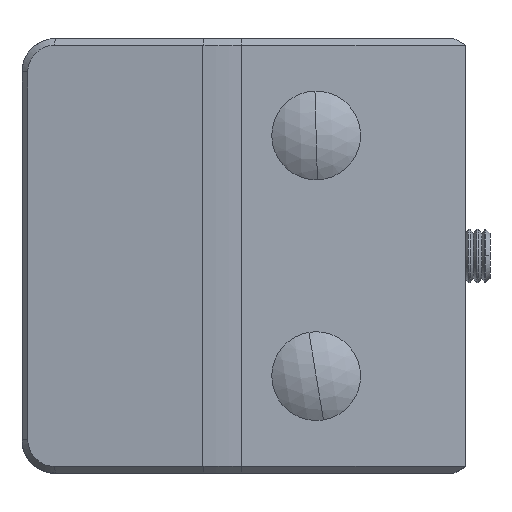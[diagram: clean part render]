
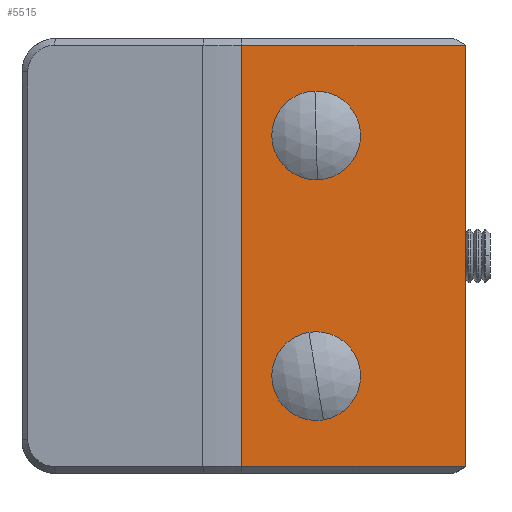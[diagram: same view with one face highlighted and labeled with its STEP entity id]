
A CAD part, top view. The second image highlights one B-rep face of the part: STEP entity #5515.
In plain terms, the highlighted face is planar.
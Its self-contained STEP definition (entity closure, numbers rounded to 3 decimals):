
#2614 = EDGE_LOOP ( 'NONE', ( #67591, #10915 ) ) ;
#2855 = DIRECTION ( 'NONE',  ( -1., 0., 0. ) ) ;
#3631 = ORIENTED_EDGE ( 'NONE', *, *, #30231, .T. ) ;
#4193 = CARTESIAN_POINT ( 'NONE',  ( 0., -31.5, -9.998 ) ) ;
#4485 = AXIS2_PLACEMENT_3D ( 'NONE', #83739, #45889, #52428 ) ;
#5463 = VERTEX_POINT ( 'NONE', #42161 ) ;
#5515 = ADVANCED_FACE ( 'NONE', ( #16056, #46343, #5951 ), #68225, .F. ) ;
#5951 = FACE_OUTER_BOUND ( 'NONE', #8594, .T. ) ;
#6260 = VERTEX_POINT ( 'NONE', #40833 ) ;
#8594 = EDGE_LOOP ( 'NONE', ( #80462, #3631, #58288, #67668 ) ) ;
#10915 = ORIENTED_EDGE ( 'NONE', *, *, #40681, .F. ) ;
#11130 = ORIENTED_EDGE ( 'NONE', *, *, #21685, .F. ) ;
#11296 = CARTESIAN_POINT ( 'NONE',  ( -22.141, -31.5, -9.998 ) ) ;
#13500 = LINE ( 'NONE', #4193, #78194 ) ;
#15395 = CARTESIAN_POINT ( 'NONE',  ( 11.307, -32.501, -9.998 ) ) ;
#16056 = FACE_BOUND ( 'NONE', #76182, .T. ) ;
#16411 = CIRCLE ( 'NONE', #4485, 6.1 ) ;
#16551 = VECTOR ( 'NONE', #70088, 1000. ) ;
#17742 = DIRECTION ( 'NONE',  ( -1., 0., 0. ) ) ;
#18948 = EDGE_CURVE ( 'NONE', #36707, #45351, #13500, .T. ) ;
#21685 = EDGE_CURVE ( 'NONE', #6260, #40931, #31509, .T. ) ;
#22549 = AXIS2_PLACEMENT_3D ( 'NONE', #35664, #35382, #75268 ) ;
#23002 = CARTESIAN_POINT ( 'NONE',  ( -4.9, -18., -9.998 ) ) ;
#23564 = CARTESIAN_POINT ( 'NONE',  ( 11.307, 31.5, -9.998 ) ) ;
#24105 = VECTOR ( 'NONE', #60865, 1000. ) ;
#24158 = DIRECTION ( 'NONE',  ( 0., -1., 0. ) ) ;
#27277 = DIRECTION ( 'NONE',  ( -1., 0., 0. ) ) ;
#28410 = CARTESIAN_POINT ( 'NONE',  ( 11.307, -31.5, -9.998 ) ) ;
#28781 = CARTESIAN_POINT ( 'NONE',  ( -11., -18., -9.998 ) ) ;
#29967 = EDGE_CURVE ( 'NONE', #5463, #60398, #16411, .T. ) ;
#30231 = EDGE_CURVE ( 'NONE', #42136, #36707, #83110, .T. ) ;
#31509 = CIRCLE ( 'NONE', #49601, 6.1 ) ;
#32860 = CARTESIAN_POINT ( 'NONE',  ( 0., 31.5, -9.998 ) ) ;
#33245 = CARTESIAN_POINT ( 'NONE',  ( -11., 18., -9.998 ) ) ;
#35327 = LINE ( 'NONE', #32860, #24105 ) ;
#35382 = DIRECTION ( 'NONE',  ( 0., 0., 1. ) ) ;
#35664 = CARTESIAN_POINT ( 'NONE',  ( 0., 32.5, -9.998 ) ) ;
#36707 = VERTEX_POINT ( 'NONE', #28410 ) ;
#39921 = AXIS2_PLACEMENT_3D ( 'NONE', #33245, #52724, #27277 ) ;
#40681 = EDGE_CURVE ( 'NONE', #60398, #5463, #81256, .T. ) ;
#40833 = CARTESIAN_POINT ( 'NONE',  ( -4.9, 18., -9.998 ) ) ;
#40931 = VERTEX_POINT ( 'NONE', #59711 ) ;
#41918 = EDGE_CURVE ( 'NONE', #40931, #6260, #61068, .T. ) ;
#42136 = VERTEX_POINT ( 'NONE', #23564 ) ;
#42161 = CARTESIAN_POINT ( 'NONE',  ( -17.1, -18., -9.998 ) ) ;
#44697 = VECTOR ( 'NONE', #24158, 1000. ) ;
#45351 = VERTEX_POINT ( 'NONE', #11296 ) ;
#45889 = DIRECTION ( 'NONE',  ( 0., 0., -1. ) ) ;
#46343 = FACE_BOUND ( 'NONE', #2614, .T. ) ;
#49601 = AXIS2_PLACEMENT_3D ( 'NONE', #55388, #61093, #2855 ) ;
#52428 = DIRECTION ( 'NONE',  ( -1., 0., 0. ) ) ;
#52724 = DIRECTION ( 'NONE',  ( 0., 0., -1. ) ) ;
#55388 = CARTESIAN_POINT ( 'NONE',  ( -11., 18., -9.998 ) ) ;
#58288 = ORIENTED_EDGE ( 'NONE', *, *, #18948, .T. ) ;
#59711 = CARTESIAN_POINT ( 'NONE',  ( -17.1, 18., -9.998 ) ) ;
#60398 = VERTEX_POINT ( 'NONE', #23002 ) ;
#60865 = DIRECTION ( 'NONE',  ( 1., 0., 0. ) ) ;
#61068 = CIRCLE ( 'NONE', #39921, 6.1 ) ;
#61093 = DIRECTION ( 'NONE',  ( 0., 0., -1. ) ) ;
#65365 = ORIENTED_EDGE ( 'NONE', *, *, #41918, .F. ) ;
#67591 = ORIENTED_EDGE ( 'NONE', *, *, #29967, .F. ) ;
#67668 = ORIENTED_EDGE ( 'NONE', *, *, #82558, .F. ) ;
#68225 = PLANE ( 'NONE',  #22549 ) ;
#70088 = DIRECTION ( 'NONE',  ( 0., -1., 0. ) ) ;
#70204 = LINE ( 'NONE', #82445, #16551 ) ;
#74318 = DIRECTION ( 'NONE',  ( -1., 0., 0. ) ) ;
#75268 = DIRECTION ( 'NONE',  ( 1., 0., 0. ) ) ;
#76182 = EDGE_LOOP ( 'NONE', ( #65365, #11130 ) ) ;
#78194 = VECTOR ( 'NONE', #17742, 1000. ) ;
#79452 = AXIS2_PLACEMENT_3D ( 'NONE', #28781, #81294, #74318 ) ;
#79688 = EDGE_CURVE ( 'NONE', #83357, #42136, #35327, .T. ) ;
#80238 = CARTESIAN_POINT ( 'NONE',  ( -22.141, 31.5, -9.998 ) ) ;
#80462 = ORIENTED_EDGE ( 'NONE', *, *, #79688, .T. ) ;
#81256 = CIRCLE ( 'NONE', #79452, 6.1 ) ;
#81294 = DIRECTION ( 'NONE',  ( 0., 0., -1. ) ) ;
#82445 = CARTESIAN_POINT ( 'NONE',  ( -22.141, 32.5, -9.998 ) ) ;
#82558 = EDGE_CURVE ( 'NONE', #83357, #45351, #70204, .T. ) ;
#83110 = LINE ( 'NONE', #15395, #44697 ) ;
#83357 = VERTEX_POINT ( 'NONE', #80238 ) ;
#83739 = CARTESIAN_POINT ( 'NONE',  ( -11., -18., -9.998 ) ) ;
